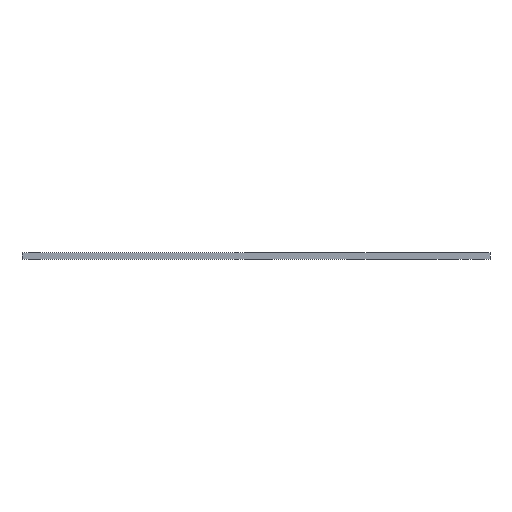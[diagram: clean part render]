
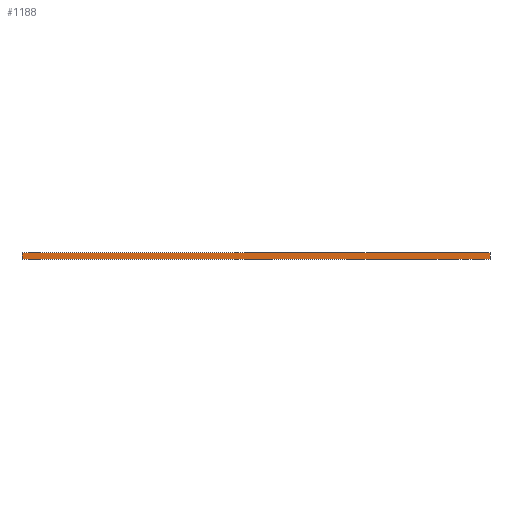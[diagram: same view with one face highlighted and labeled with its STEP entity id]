
A CAD part, front view. The second image highlights one B-rep face of the part: STEP entity #1188.
In plain terms, the highlighted planar face has unit normal (0, -1, 0).
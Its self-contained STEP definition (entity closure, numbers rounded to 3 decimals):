
#117=PLANE('',#1342);
#170=FACE_OUTER_BOUND('',#223,.T.);
#223=EDGE_LOOP('',(#986,#987,#988,#989));
#376=LINE('',#1999,#443);
#377=LINE('',#2002,#444);
#378=LINE('',#2004,#445);
#379=LINE('',#2005,#446);
#443=VECTOR('',#1683,10.);
#444=VECTOR('',#1686,10.);
#445=VECTOR('',#1687,10.);
#446=VECTOR('',#1688,10.);
#633=VERTEX_POINT('',#1995);
#634=VERTEX_POINT('',#1997);
#635=VERTEX_POINT('',#2001);
#636=VERTEX_POINT('',#2003);
#784=EDGE_CURVE('',#633,#634,#376,.T.);
#785=EDGE_CURVE('',#635,#633,#377,.T.);
#786=EDGE_CURVE('',#636,#634,#378,.T.);
#787=EDGE_CURVE('',#635,#636,#379,.T.);
#986=ORIENTED_EDGE('',*,*,#785,.T.);
#987=ORIENTED_EDGE('',*,*,#784,.T.);
#988=ORIENTED_EDGE('',*,*,#786,.F.);
#989=ORIENTED_EDGE('',*,*,#787,.F.);
#1188=ADVANCED_FACE('',(#170),#117,.T.);
#1342=AXIS2_PLACEMENT_3D('',#2000,#1684,#1685);
#1683=DIRECTION('',(0.,0.,1.));
#1684=DIRECTION('center_axis',(0.,-1.,0.));
#1685=DIRECTION('ref_axis',(1.,0.,0.));
#1686=DIRECTION('',(1.,0.,0.));
#1687=DIRECTION('',(1.,0.,0.));
#1688=DIRECTION('',(0.,0.,1.));
#1995=CARTESIAN_POINT('',(115.,0.,0.));
#1997=CARTESIAN_POINT('',(115.,0.,1.67));
#1999=CARTESIAN_POINT('',(115.,0.,0.));
#2000=CARTESIAN_POINT('Origin',(0.,0.,0.));
#2001=CARTESIAN_POINT('',(0.,0.,0.));
#2002=CARTESIAN_POINT('',(0.,0.,0.));
#2003=CARTESIAN_POINT('',(0.,0.,1.67));
#2004=CARTESIAN_POINT('',(0.,0.,1.67));
#2005=CARTESIAN_POINT('',(0.,0.,0.));
